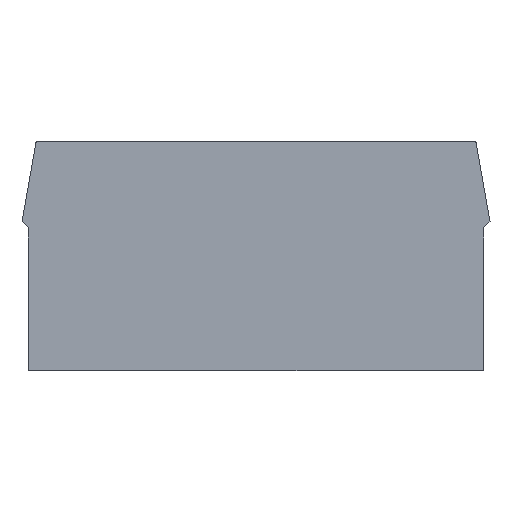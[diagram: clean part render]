
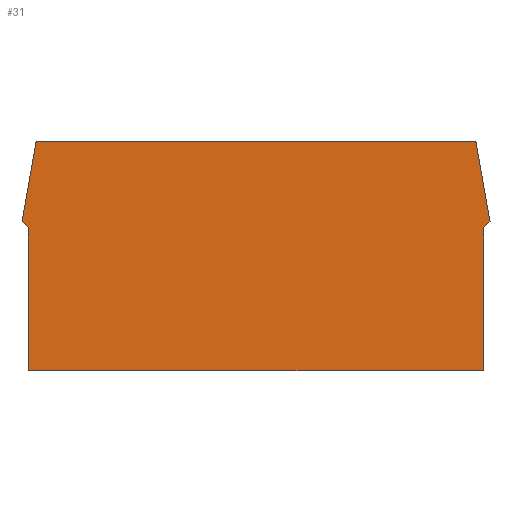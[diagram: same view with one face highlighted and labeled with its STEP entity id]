
A CAD part, front view. The second image highlights one B-rep face of the part: STEP entity #31.
In plain terms, the highlighted face is planar.
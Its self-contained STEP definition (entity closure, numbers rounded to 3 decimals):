
#6 = VERTEX_POINT ( 'NONE', #46 ) ;
#15 = CIRCLE ( 'NONE', #208, 0.3 ) ;
#18 = EDGE_CURVE ( 'NONE', #383, #74, #234, .T. ) ;
#27 = VECTOR ( 'NONE', #200, 1000. ) ;
#28 = VECTOR ( 'NONE', #73, 1000. ) ;
#29 = DIRECTION ( 'NONE',  ( 0., -0.707, -0.707 ) ) ;
#31 = ADVANCED_FACE ( 'NONE', ( #213 ), #314, .T. ) ;
#33 = EDGE_CURVE ( 'NONE', #69, #6, #83, .T. ) ;
#34 = DIRECTION ( 'NONE',  ( 1., 0., 0. ) ) ;
#42 = VECTOR ( 'NONE', #248, 1000. ) ;
#46 = CARTESIAN_POINT ( 'NONE',  ( 0., 30.25, -11.522 ) ) ;
#60 = CARTESIAN_POINT ( 'NONE',  ( 0., 24.098, -30.5 ) ) ;
#61 = VERTEX_POINT ( 'NONE', #218 ) ;
#64 = AXIS2_PLACEMENT_3D ( 'NONE', #238, #34, #365 ) ;
#68 = CARTESIAN_POINT ( 'NONE',  ( 0., -31.1, -10.672 ) ) ;
#69 = VERTEX_POINT ( 'NONE', #116 ) ;
#71 = ORIENTED_EDGE ( 'NONE', *, *, #275, .T. ) ;
#73 = DIRECTION ( 'NONE',  ( 0., 0.174, -0.985 ) ) ;
#74 = VERTEX_POINT ( 'NONE', #119 ) ;
#75 = LINE ( 'NONE', #140, #173 ) ;
#80 = EDGE_CURVE ( 'NONE', #353, #383, #149, .T. ) ;
#83 = LINE ( 'NONE', #281, #374 ) ;
#85 = CIRCLE ( 'NONE', #64, 0.3 ) ;
#88 = CARTESIAN_POINT ( 'NONE',  ( 0., 24.098, -30.5 ) ) ;
#96 = LINE ( 'NONE', #350, #236 ) ;
#98 = VECTOR ( 'NONE', #363, 1000. ) ;
#106 = CARTESIAN_POINT ( 'NONE',  ( 0., -30.25, -11.522 ) ) ;
#108 = CARTESIAN_POINT ( 'NONE',  ( 0., 28.968, 0. ) ) ;
#116 = CARTESIAN_POINT ( 'NONE',  ( 0., 30.25, -30.5 ) ) ;
#119 = CARTESIAN_POINT ( 'NONE',  ( 0., -29.262, -0.248 ) ) ;
#121 = EDGE_CURVE ( 'NONE', #257, #237, #148, .T. ) ;
#128 = CARTESIAN_POINT ( 'NONE',  ( 0., 30.338, -11.434 ) ) ;
#132 = CARTESIAN_POINT ( 'NONE',  ( 0., 29.025, 0. ) ) ;
#140 = CARTESIAN_POINT ( 'NONE',  ( 0., -30.25, -10.899 ) ) ;
#146 = VERTEX_POINT ( 'NONE', #295 ) ;
#148 = LINE ( 'NONE', #88, #329 ) ;
#149 = LINE ( 'NONE', #280, #42 ) ;
#158 = VECTOR ( 'NONE', #29, 1000. ) ;
#159 = CARTESIAN_POINT ( 'NONE',  ( 0., 24.247, -30.5 ) ) ;
#171 = EDGE_CURVE ( 'NONE', #395, #274, #253, .T. ) ;
#172 = ORIENTED_EDGE ( 'NONE', *, *, #331, .T. ) ;
#173 = VECTOR ( 'NONE', #240, 1000. ) ;
#188 = DIRECTION ( 'NONE',  ( 0., -1., 0. ) ) ;
#196 = CARTESIAN_POINT ( 'NONE',  ( 0., -27.75, -30.5 ) ) ;
#200 = DIRECTION ( 'NONE',  ( 0., 0.174, 0.985 ) ) ;
#201 = LINE ( 'NONE', #196, #98 ) ;
#208 = AXIS2_PLACEMENT_3D ( 'NONE', #413, #261, #379 ) ;
#213 = FACE_OUTER_BOUND ( 'NONE', #307, .T. ) ;
#216 = EDGE_CURVE ( 'NONE', #274, #74, #15, .T. ) ;
#218 = CARTESIAN_POINT ( 'NONE',  ( 0., 31.1, -10.672 ) ) ;
#224 = LINE ( 'NONE', #128, #158 ) ;
#225 = ORIENTED_EDGE ( 'NONE', *, *, #406, .T. ) ;
#228 = ORIENTED_EDGE ( 'NONE', *, *, #18, .F. ) ;
#229 = EDGE_CURVE ( 'NONE', #61, #6, #224, .T. ) ;
#232 = VERTEX_POINT ( 'NONE', #258 ) ;
#234 = LINE ( 'NONE', #360, #27 ) ;
#236 = VECTOR ( 'NONE', #385, 1000. ) ;
#237 = VERTEX_POINT ( 'NONE', #60 ) ;
#238 = CARTESIAN_POINT ( 'NONE',  ( 0., 28.967, -0.3 ) ) ;
#240 = DIRECTION ( 'NONE',  ( 0., 0., -1. ) ) ;
#248 = DIRECTION ( 'NONE',  ( 0., -0.707, 0.707 ) ) ;
#253 = LINE ( 'NONE', #132, #421 ) ;
#257 = VERTEX_POINT ( 'NONE', #159 ) ;
#258 = CARTESIAN_POINT ( 'NONE',  ( 0., -30.25, -30.5 ) ) ;
#261 = DIRECTION ( 'NONE',  ( 1., 0., 0. ) ) ;
#274 = VERTEX_POINT ( 'NONE', #416 ) ;
#275 = EDGE_CURVE ( 'NONE', #257, #69, #96, .T. ) ;
#278 = DIRECTION ( 'NONE',  ( 0., -1., 0. ) ) ;
#280 = CARTESIAN_POINT ( 'NONE',  ( 0., -30.338, -11.434 ) ) ;
#281 = CARTESIAN_POINT ( 'NONE',  ( 0., 30.25, -10.899 ) ) ;
#294 = EDGE_CURVE ( 'NONE', #353, #232, #75, .T. ) ;
#295 = CARTESIAN_POINT ( 'NONE',  ( 0., 29.262, -0.248 ) ) ;
#300 = ORIENTED_EDGE ( 'NONE', *, *, #80, .F. ) ;
#305 = ORIENTED_EDGE ( 'NONE', *, *, #216, .T. ) ;
#307 = EDGE_LOOP ( 'NONE', ( #172, #398, #71, #351, #325, #370, #225, #339, #305, #228, #300, #333 ) ) ;
#314 = PLANE ( 'NONE',  #380 ) ;
#325 = ORIENTED_EDGE ( 'NONE', *, *, #229, .F. ) ;
#329 = VECTOR ( 'NONE', #278, 1000. ) ;
#331 = EDGE_CURVE ( 'NONE', #232, #237, #201, .T. ) ;
#333 = ORIENTED_EDGE ( 'NONE', *, *, #294, .T. ) ;
#339 = ORIENTED_EDGE ( 'NONE', *, *, #171, .T. ) ;
#343 = DIRECTION ( 'NONE',  ( 0., -1., 0. ) ) ;
#350 = CARTESIAN_POINT ( 'NONE',  ( 0., 24.247, -30.5 ) ) ;
#351 = ORIENTED_EDGE ( 'NONE', *, *, #33, .T. ) ;
#353 = VERTEX_POINT ( 'NONE', #106 ) ;
#359 = CARTESIAN_POINT ( 'NONE',  ( 0., 31.043, -10.348 ) ) ;
#360 = CARTESIAN_POINT ( 'NONE',  ( 0., -31.043, -10.348 ) ) ;
#361 = EDGE_CURVE ( 'NONE', #146, #61, #394, .T. ) ;
#363 = DIRECTION ( 'NONE',  ( 0., 1., 0. ) ) ;
#365 = DIRECTION ( 'NONE',  ( 0., 0., 1. ) ) ;
#370 = ORIENTED_EDGE ( 'NONE', *, *, #361, .F. ) ;
#374 = VECTOR ( 'NONE', #378, 1000. ) ;
#377 = DIRECTION ( 'NONE',  ( 1., 0., 0. ) ) ;
#378 = DIRECTION ( 'NONE',  ( 0., 0., 1. ) ) ;
#379 = DIRECTION ( 'NONE',  ( 0., 0., 1. ) ) ;
#380 = AXIS2_PLACEMENT_3D ( 'NONE', #408, #377, #343 ) ;
#383 = VERTEX_POINT ( 'NONE', #68 ) ;
#385 = DIRECTION ( 'NONE',  ( 0., 1., 0. ) ) ;
#394 = LINE ( 'NONE', #359, #28 ) ;
#395 = VERTEX_POINT ( 'NONE', #108 ) ;
#398 = ORIENTED_EDGE ( 'NONE', *, *, #121, .F. ) ;
#406 = EDGE_CURVE ( 'NONE', #146, #395, #85, .T. ) ;
#408 = CARTESIAN_POINT ( 'NONE',  ( 0., -27.75, -27.5 ) ) ;
#413 = CARTESIAN_POINT ( 'NONE',  ( 0., -28.967, -0.3 ) ) ;
#416 = CARTESIAN_POINT ( 'NONE',  ( 0., -28.967, 0. ) ) ;
#421 = VECTOR ( 'NONE', #188, 1000. ) ;
